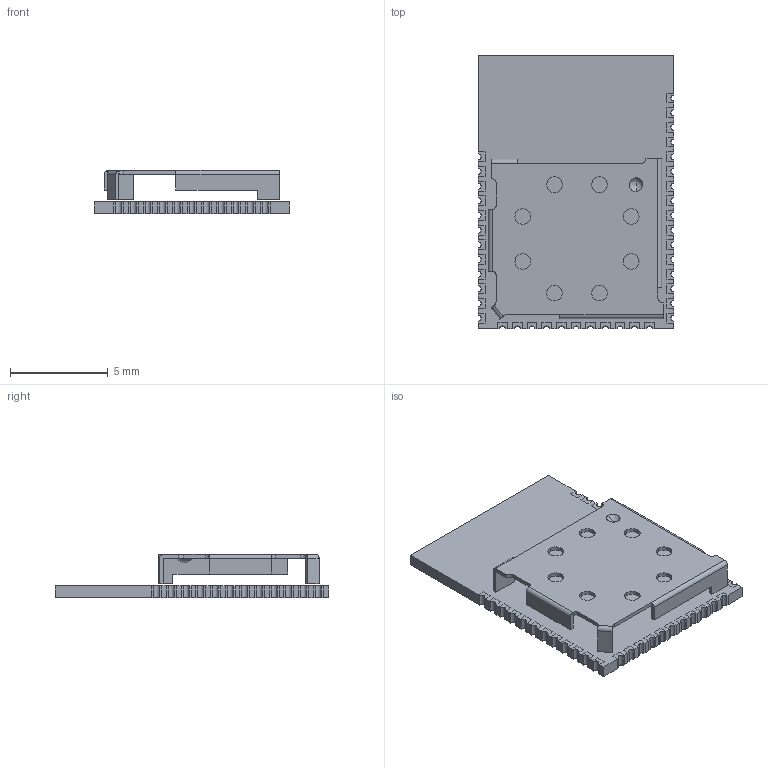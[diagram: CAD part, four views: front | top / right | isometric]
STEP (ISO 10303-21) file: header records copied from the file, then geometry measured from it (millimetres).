
FILE_DESCRIPTION (( 'STEP AP214' ), '1' );
FILE_NAME ('BL651 SA.STEP', '2018-06-29T22:30:39', ( '' ), ( '' ), 'SwSTEP 2.0', 'SolidWorks 2017', '' );
FILE_SCHEMA (( 'AUTOMOTIVE_DESIGN' ));
Length unit declared in the file: millimetre
Products named in the file (4): BL652 A1 PCB; BL651 SA; BL651 Shield; BL652 A1 Pad
Assembly tree (41 placements, depth 2):
  BL651 SA
    BL651 Shield
    BL652 A1 PCB
    BL652 A1 Pad  x39
Bounding box: 10 x 14 x 2.2 mm (x, y, z)
Volume: 99.1 mm3; surface area: 579.8 mm2
Topology: 41 solids, 41 shells, 701 faces, 1837 edges, 1220 vertices
Faces by surface type: plane 629, cylinder 68, bspline 4
Entity records: 10911 total; most frequent: CARTESIAN_POINT 1998, ORIENTED_EDGE 1850, DIRECTION 1705, EDGE_CURVE 925, VECTOR 859, LINE 859, VERTEX_POINT 612, AXIS2_PLACEMENT_3D 423
